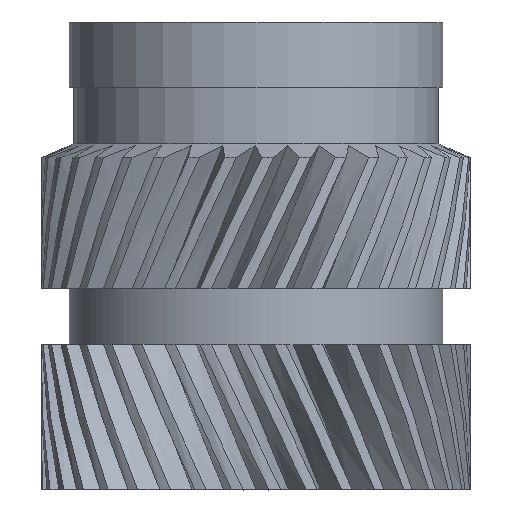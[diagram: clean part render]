
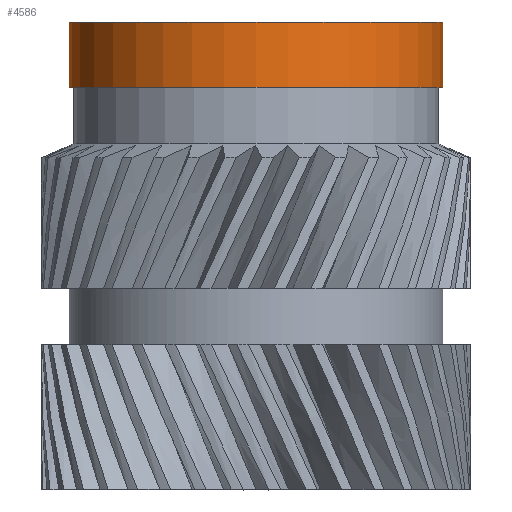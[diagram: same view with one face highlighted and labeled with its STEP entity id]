
A CAD part, top view. The second image highlights one B-rep face of the part: STEP entity #4586.
In plain terms, the highlighted cylindrical face has radius 2 mm (diameter 4 mm), a full revolution.
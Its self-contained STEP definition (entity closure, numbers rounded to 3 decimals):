
#312=CYLINDRICAL_SURFACE('',#4985,2.);
#608=FACE_OUTER_BOUND('',#907,.T.);
#907=EDGE_LOOP('',(#4286,#4287,#4288,#4289));
#1417=LINE('',#11395,#1422);
#1422=VECTOR('',#5744,2.);
#1639=CIRCLE('',#4969,2.);
#1646=CIRCLE('',#4984,2.);
#2083=VERTEX_POINT('',#11370);
#2087=VERTEX_POINT('',#11392);
#2810=EDGE_CURVE('',#2083,#2083,#1639,.T.);
#2820=EDGE_CURVE('',#2087,#2087,#1646,.T.);
#2821=EDGE_CURVE('',#2083,#2087,#1417,.T.);
#4286=ORIENTED_EDGE('',*,*,#2810,.F.);
#4287=ORIENTED_EDGE('',*,*,#2821,.T.);
#4288=ORIENTED_EDGE('',*,*,#2820,.T.);
#4289=ORIENTED_EDGE('',*,*,#2821,.F.);
#4586=ADVANCED_FACE('',(#608),#312,.T.);
#4969=AXIS2_PLACEMENT_3D('',#11371,#5707,#5708);
#4984=AXIS2_PLACEMENT_3D('',#11393,#5740,#5741);
#4985=AXIS2_PLACEMENT_3D('',#11394,#5742,#5743);
#5707=DIRECTION('center_axis',(0.,1.,0.));
#5708=DIRECTION('ref_axis',(1.,0.,0.));
#5740=DIRECTION('center_axis',(0.,1.,0.));
#5741=DIRECTION('ref_axis',(1.,0.,0.));
#5742=DIRECTION('center_axis',(0.,1.,0.));
#5743=DIRECTION('ref_axis',(-1.,0.,0.));
#5744=DIRECTION('',(0.,-1.,0.));
#11370=CARTESIAN_POINT('',(2.,5.,0.));
#11371=CARTESIAN_POINT('Origin',(0.,5.,0.));
#11392=CARTESIAN_POINT('',(2.,4.3,0.));
#11393=CARTESIAN_POINT('Origin',(0.,4.3,0.));
#11394=CARTESIAN_POINT('Origin',(0.,4.65,0.));
#11395=CARTESIAN_POINT('',(2.,4.65,0.));
